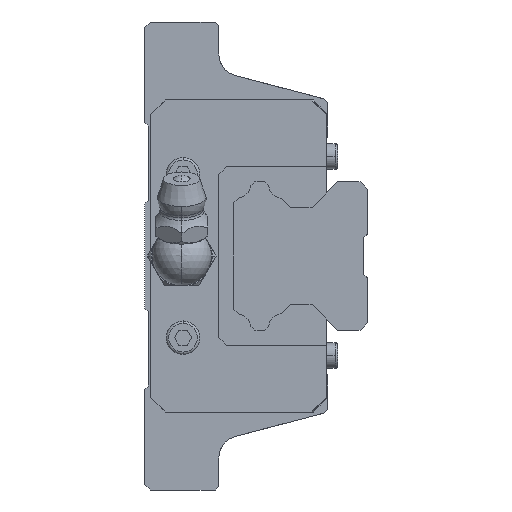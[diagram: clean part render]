
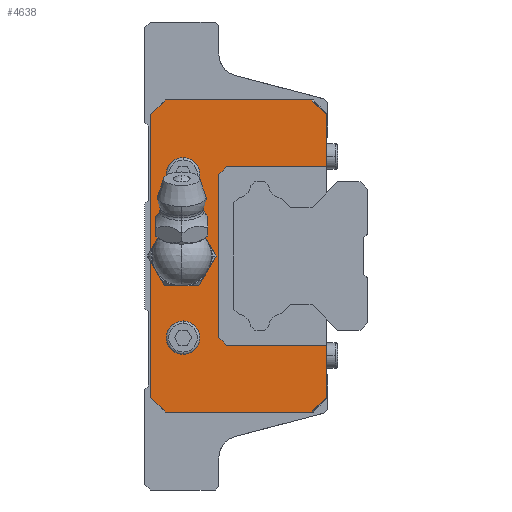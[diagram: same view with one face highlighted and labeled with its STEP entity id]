
A CAD part, left-side view. The second image highlights one B-rep face of the part: STEP entity #4638.
In plain terms, the highlighted planar face has unit normal (-1, 0, 0).
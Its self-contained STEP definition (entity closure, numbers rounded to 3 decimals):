
#1874 = EDGE_CURVE( '', #3706, #3352, #5374, .T. );
#1958 = EDGE_CURVE( '', #4782, #3674, #5466, .T. );
#2274 = VERTEX_POINT( '', #5819 );
#2290 = EDGE_CURVE( '', #2768, #4100, #5836, .T. );
#2450 = EDGE_CURVE( '', #3388, #3822, #6010, .T. );
#2536 = EDGE_CURVE( '', #4100, #3706, #6099, .T. );
#2542 = VERTEX_POINT( '', #6105 );
#2572 = VERTEX_POINT( '', #6140 );
#2636 = EDGE_CURVE( '', #5194, #4782, #6207, .T. );
#2754 = EDGE_CURVE( '', #2274, #3410, #6330, .T. );
#2768 = VERTEX_POINT( '', #6347 );
#3042 = EDGE_CURVE( '', #2542, #4530, #6645, .T. );
#3148 = EDGE_CURVE( '', #2572, #3580, #6764, .T. );
#3232 = VERTEX_POINT( '', #6855 );
#3298 = VERTEX_POINT( '', #6926 );
#3308 = VERTEX_POINT( '', #6936 );
#3318 = EDGE_CURVE( '', #3232, #2768, #6946, .T. );
#3352 = VERTEX_POINT( '', #6982 );
#3388 = VERTEX_POINT( '', #7021 );
#3410 = VERTEX_POINT( '', #7046 );
#3574 = EDGE_CURVE( '', #3308, #5194, #7224, .T. );
#3580 = VERTEX_POINT( '', #7231 );
#3674 = VERTEX_POINT( '', #7334 );
#3706 = VERTEX_POINT( '', #7371 );
#3822 = VERTEX_POINT( '', #7499 );
#3904 = VERTEX_POINT( '', #7587 );
#4036 = EDGE_CURVE( '', #3388, #3308, #7734, .T. );
#4100 = VERTEX_POINT( '', #7806 );
#4144 = EDGE_CURVE( '', #3410, #2274, #7853, .T. );
#4310 = EDGE_CURVE( '', #4752, #2542, #8039, .T. );
#4426 = EDGE_CURVE( '', #3298, #3904, #8168, .T. );
#4502 = EDGE_CURVE( '', #3674, #3352, #8251, .T. );
#4530 = VERTEX_POINT( '', #8284 );
#4574 = EDGE_CURVE( '', #3822, #4752, #8333, .T. );
#4638 = ADVANCED_FACE( '', ( #8405, #8406, #8407, #8408 ), #8409, .F. );
#4752 = VERTEX_POINT( '', #8540 );
#4782 = VERTEX_POINT( '', #8574 );
#5020 = EDGE_CURVE( '', #3904, #3298, #8840, .T. );
#5068 = EDGE_CURVE( '', #3580, #2572, #8891, .T. );
#5092 = EDGE_CURVE( '', #4530, #3232, #8916, .T. );
#5194 = VERTEX_POINT( '', #9027 );
#5374 = LINE( '', #9275, #9276 );
#5466 = LINE( '', #9450, #9451 );
#5819 = CARTESIAN_POINT( '', ( 25., 27.067, 11. ) );
#5836 = LINE( '', #9975, #9976 );
#6010 = LINE( '', #10217, #10218 );
#6099 = LINE( '', #10352, #10353 );
#6105 = CARTESIAN_POINT( '', ( 25., 27.2, -21. ) );
#6140 = CARTESIAN_POINT( '', ( 25., 22.567, -11. ) );
#6207 = LINE( '', #10510, #10511 );
#6330 = CIRCLE( '', #10682, 2.25 );
#6347 = CARTESIAN_POINT( '', ( 25., 27.2, 21. ) );
#6645 = LINE( '', #11144, #11145 );
#6764 = CIRCLE( '', #11301, 2.25 );
#6855 = CARTESIAN_POINT( '', ( 25., 29.2, 19. ) );
#6926 = CARTESIAN_POINT( '', ( 25., 22., 0. ) );
#6936 = CARTESIAN_POINT( '', ( 25., 19., -12. ) );
#6946 = LINE( '', #11564, #11565 );
#6982 = CARTESIAN_POINT( '', ( 25., 5.517, 12. ) );
#7021 = CARTESIAN_POINT( '', ( 25., 5.517, -12. ) );
#7046 = CARTESIAN_POINT( '', ( 25., 22.567, 11. ) );
#7224 = LINE( '', #12003, #12004 );
#7231 = CARTESIAN_POINT( '', ( 25., 27.067, -11. ) );
#7334 = CARTESIAN_POINT( '', ( 25., 19., 12. ) );
#7371 = CARTESIAN_POINT( '', ( 25., 5.517, 19. ) );
#7499 = CARTESIAN_POINT( '', ( 25., 5.517, -19. ) );
#7587 = CARTESIAN_POINT( '', ( 25., 28., 0. ) );
#7734 = LINE( '', #12721, #12722 );
#7806 = CARTESIAN_POINT( '', ( 25., 7.517, 21. ) );
#7853 = CIRCLE( '', #12903, 2.25 );
#8039 = LINE( '', #13171, #13172 );
#8168 = CIRCLE( '', #13373, 3. );
#8251 = LINE( '', #13531, #13532 );
#8284 = CARTESIAN_POINT( '', ( 25., 29.2, -19. ) );
#8333 = LINE( '', #13641, #13642 );
#8405 = FACE_BOUND( '', #13750, .T. );
#8406 = FACE_BOUND( '', #13751, .T. );
#8407 = FACE_BOUND( '', #13752, .T. );
#8408 = FACE_OUTER_BOUND( '', #13753, .T. );
#8409 = PLANE( '', #13754 );
#8540 = CARTESIAN_POINT( '', ( 25., 7.517, -21. ) );
#8574 = CARTESIAN_POINT( '', ( 25., 20., 11. ) );
#8840 = CIRCLE( '', #14351, 3. );
#8891 = CIRCLE( '', #14427, 2.25 );
#8916 = LINE( '', #14462, #14463 );
#9027 = CARTESIAN_POINT( '', ( 25., 20., -11. ) );
#9275 = CARTESIAN_POINT( '', ( 25., 5.517, 8. ) );
#9276 = VECTOR( '', #14792, 1. );
#9450 = CARTESIAN_POINT( '', ( 25., 18.75, 12.25 ) );
#9451 = VECTOR( '', #14905, 1. );
#9975 = CARTESIAN_POINT( '', ( 25., 5.659, 21. ) );
#9976 = VECTOR( '', #15342, 1. );
#10217 = CARTESIAN_POINT( '', ( 25., 5.517, 8. ) );
#10218 = VECTOR( '', #15512, 1. );
#10352 = CARTESIAN_POINT( '', ( 25., 1.388, 14.871 ) );
#10353 = VECTOR( '', #15570, 1. );
#10510 = CARTESIAN_POINT( '', ( 25., 20., -5.5 ) );
#10511 = VECTOR( '', #15668, 1. );
#10682 = AXIS2_PLACEMENT_3D( '', #15766, #15767, #15768 );
#11144 = CARTESIAN_POINT( '', ( 25., 27.65, -20.55 ) );
#11145 = VECTOR( '', #16114, 1. );
#11301 = AXIS2_PLACEMENT_3D( '', #16260, #16261, #16262 );
#11564 = CARTESIAN_POINT( '', ( 25., 26.65, 21.55 ) );
#11565 = VECTOR( '', #16421, 1. );
#12003 = CARTESIAN_POINT( '', ( 25., 18.25, -12.75 ) );
#12004 = VECTOR( '', #16761, 1. );
#12721 = CARTESIAN_POINT( '', ( 25., 4.759, -12. ) );
#12722 = VECTOR( '', #17380, 1. );
#12903 = AXIS2_PLACEMENT_3D( '', #17511, #17512, #17513 );
#13171 = CARTESIAN_POINT( '', ( 25., 15.6, -21. ) );
#13172 = VECTOR( '', #17724, 1. );
#13373 = AXIS2_PLACEMENT_3D( '', #17875, #17876, #17877 );
#13531 = CARTESIAN_POINT( '', ( 25., 11.5, 12. ) );
#13532 = VECTOR( '', #17961, 1. );
#13641 = CARTESIAN_POINT( '', ( 25., 0.388, -13.871 ) );
#13642 = VECTOR( '', #18073, 1. );
#13750 = EDGE_LOOP( '', ( #18155, #18156 ) );
#13751 = EDGE_LOOP( '', ( #18157, #18158 ) );
#13752 = EDGE_LOOP( '', ( #18159, #18160 ) );
#13753 = EDGE_LOOP( '', ( #18161, #18162, #18163, #18164, #18165, #18166, #18167, #18168, #18169, #18170, #18171, #18172, #18173, #18174 ) );
#13754 = AXIS2_PLACEMENT_3D( '', #18175, #18176, #18177 );
#14351 = AXIS2_PLACEMENT_3D( '', #18755, #18756, #18757 );
#14427 = AXIS2_PLACEMENT_3D( '', #18804, #18805, #18806 );
#14462 = CARTESIAN_POINT( '', ( 25., 29.2, 9.5 ) );
#14463 = VECTOR( '', #18826, 1. );
#14792 = DIRECTION( '', ( 0., 0., -1. ) );
#14905 = DIRECTION( '', ( 0., -0.707, 0.707 ) );
#15342 = DIRECTION( '', ( 0., -1., 0. ) );
#15512 = DIRECTION( '', ( 0., 0., -1. ) );
#15570 = DIRECTION( '', ( 0., -0.707, -0.707 ) );
#15668 = DIRECTION( '', ( 0., 0., 1. ) );
#15766 = CARTESIAN_POINT( '', ( 25., 24.817, 11. ) );
#15767 = DIRECTION( '', ( 1., 0., 0. ) );
#15768 = DIRECTION( '', ( 0., 1., 0. ) );
#16114 = DIRECTION( '', ( 0., 0.707, 0.707 ) );
#16260 = CARTESIAN_POINT( '', ( 25., 24.817, -11. ) );
#16261 = DIRECTION( '', ( 1., 0., 0. ) );
#16262 = DIRECTION( '', ( 0., 1., 0. ) );
#16421 = DIRECTION( '', ( 0., -0.707, 0.707 ) );
#16761 = DIRECTION( '', ( 0., 0.707, 0.707 ) );
#17380 = DIRECTION( '', ( 0., 1., 0. ) );
#17511 = CARTESIAN_POINT( '', ( 25., 24.817, 11. ) );
#17512 = DIRECTION( '', ( 1., 0., 0. ) );
#17513 = DIRECTION( '', ( 0., 1., 0. ) );
#17724 = DIRECTION( '', ( 0., 1., 0. ) );
#17875 = CARTESIAN_POINT( '', ( 25., 25., 0. ) );
#17876 = DIRECTION( '', ( 1., 0., 0. ) );
#17877 = DIRECTION( '', ( 0., 1., 0. ) );
#17961 = DIRECTION( '', ( 0., -1., 0. ) );
#18073 = DIRECTION( '', ( 0., 0.707, -0.707 ) );
#18155 = ORIENTED_EDGE( '', *, *, #5020, .T. );
#18156 = ORIENTED_EDGE( '', *, *, #4426, .T. );
#18157 = ORIENTED_EDGE( '', *, *, #2754, .T. );
#18158 = ORIENTED_EDGE( '', *, *, #4144, .T. );
#18159 = ORIENTED_EDGE( '', *, *, #5068, .T. );
#18160 = ORIENTED_EDGE( '', *, *, #3148, .T. );
#18161 = ORIENTED_EDGE( '', *, *, #4036, .T. );
#18162 = ORIENTED_EDGE( '', *, *, #3574, .T. );
#18163 = ORIENTED_EDGE( '', *, *, #2636, .T. );
#18164 = ORIENTED_EDGE( '', *, *, #1958, .T. );
#18165 = ORIENTED_EDGE( '', *, *, #4502, .T. );
#18166 = ORIENTED_EDGE( '', *, *, #1874, .F. );
#18167 = ORIENTED_EDGE( '', *, *, #2536, .F. );
#18168 = ORIENTED_EDGE( '', *, *, #2290, .F. );
#18169 = ORIENTED_EDGE( '', *, *, #3318, .F. );
#18170 = ORIENTED_EDGE( '', *, *, #5092, .F. );
#18171 = ORIENTED_EDGE( '', *, *, #3042, .F. );
#18172 = ORIENTED_EDGE( '', *, *, #4310, .F. );
#18173 = ORIENTED_EDGE( '', *, *, #4574, .F. );
#18174 = ORIENTED_EDGE( '', *, *, #2450, .F. );
#18175 = CARTESIAN_POINT( '', ( 25., 4., 0. ) );
#18176 = DIRECTION( '', ( 1., 0., 0. ) );
#18177 = DIRECTION( '', ( 0., 0., -1. ) );
#18755 = CARTESIAN_POINT( '', ( 25., 25., 0. ) );
#18756 = DIRECTION( '', ( 1., 0., 0. ) );
#18757 = DIRECTION( '', ( 0., 1., 0. ) );
#18804 = CARTESIAN_POINT( '', ( 25., 24.817, -11. ) );
#18805 = DIRECTION( '', ( 1., 0., 0. ) );
#18806 = DIRECTION( '', ( 0., 1., 0. ) );
#18826 = DIRECTION( '', ( 0., 0., 1. ) );
